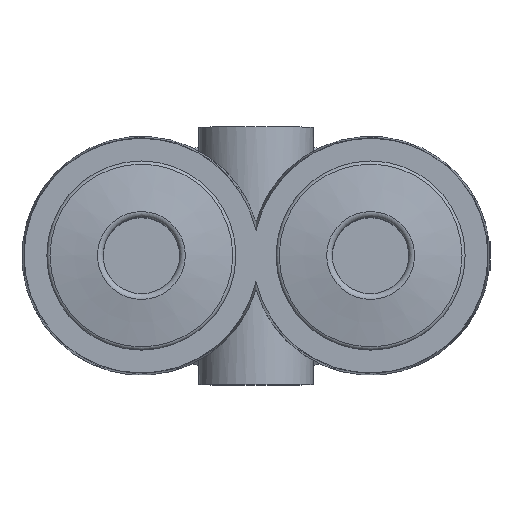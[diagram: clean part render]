
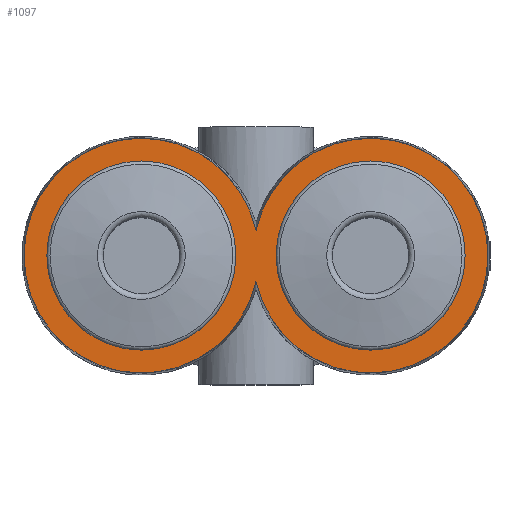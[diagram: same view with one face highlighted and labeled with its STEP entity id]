
A CAD part, top view. The second image highlights one B-rep face of the part: STEP entity #1097.
In plain terms, the highlighted planar face has unit normal (0, 0, 1).
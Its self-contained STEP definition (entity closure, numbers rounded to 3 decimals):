
#40=PLANE('',#1234);
#115=CIRCLE('',#1176,6.145);
#145=CIRCLE('',#1235,6.145);
#146=CIRCLE('',#1236,4.75);
#147=CIRCLE('',#1237,4.75);
#326=ORIENTED_EDGE('',*,*,#552,.F.);
#327=ORIENTED_EDGE('',*,*,#509,.T.);
#328=ORIENTED_EDGE('',*,*,#553,.F.);
#329=ORIENTED_EDGE('',*,*,#554,.T.);
#509=EDGE_CURVE('',#643,#644,#115,.T.);
#552=EDGE_CURVE('',#643,#644,#145,.T.);
#553=EDGE_CURVE('',#675,#675,#146,.T.);
#554=EDGE_CURVE('',#676,#676,#147,.T.);
#643=VERTEX_POINT('',#1867);
#644=VERTEX_POINT('',#1872);
#675=VERTEX_POINT('',#2010);
#676=VERTEX_POINT('',#2012);
#814=EDGE_LOOP('',(#326,#327));
#815=EDGE_LOOP('',(#328));
#816=EDGE_LOOP('',(#329));
#952=FACE_BOUND('',#814,.T.);
#953=FACE_BOUND('',#815,.T.);
#954=FACE_BOUND('',#816,.T.);
#1097=ADVANCED_FACE('',(#952,#953,#954),#40,.F.);
#1176=AXIS2_PLACEMENT_3D('',#1873,#1364,#1365);
#1234=AXIS2_PLACEMENT_3D('',#2007,#1482,#1483);
#1235=AXIS2_PLACEMENT_3D('',#2008,#1484,#1485);
#1236=AXIS2_PLACEMENT_3D('',#2009,#1486,#1487);
#1237=AXIS2_PLACEMENT_3D('',#2011,#1488,#1489);
#1364=DIRECTION('',(0.,0.,1.));
#1365=DIRECTION('',(1.,0.,0.));
#1482=DIRECTION('',(0.,0.,-1.));
#1483=DIRECTION('',(-1.,0.,0.));
#1484=DIRECTION('',(0.,0.,-1.));
#1485=DIRECTION('',(-1.,0.,0.));
#1486=DIRECTION('',(0.,0.,1.));
#1487=DIRECTION('',(1.,0.,0.));
#1488=DIRECTION('',(0.,0.,-1.));
#1489=DIRECTION('',(-1.,0.,0.));
#1867=CARTESIAN_POINT('',(0.,-1.328,11.1));
#1872=CARTESIAN_POINT('',(0.,1.328,11.1));
#1873=CARTESIAN_POINT('',(6.,0.,11.1));
#2007=CARTESIAN_POINT('',(12.145,0.,11.1));
#2008=CARTESIAN_POINT('',(-6.,0.,11.1));
#2009=CARTESIAN_POINT('',(6.,0.,11.1));
#2010=CARTESIAN_POINT('',(10.75,0.,11.1));
#2011=CARTESIAN_POINT('',(-6.,0.,11.1));
#2012=CARTESIAN_POINT('',(-10.75,0.,11.1));
